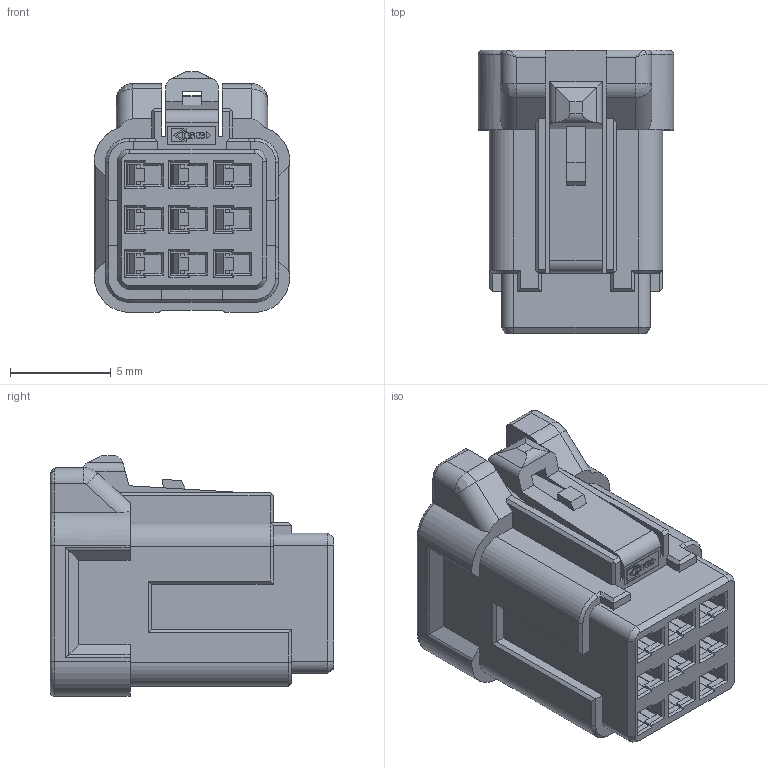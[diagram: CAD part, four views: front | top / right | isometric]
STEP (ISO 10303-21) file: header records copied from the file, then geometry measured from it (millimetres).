
FILE_DESCRIPTION((''),'2;1');
FILE_NAME('09PIN-M-WX','2025-03-19T10:39:51',('NK210218'),(''),'CREO PARAMETRIC BY PTC INC, 2020053','CREO PARAMETRIC BY PTC INC, 2020053','');
FILE_SCHEMA(('CONFIG_CONTROL_DESIGN','SHAPE_APPEARANCE_LAYERS_GROUPS'));
Length unit declared in the file: inch
Products named in the file (1): 09PIN-M-WX
Bounding box: 9.7 x 14.05 x 11.95 mm (x, y, z)
Volume: 769 mm3; surface area: 1518.8 mm2
Topology: 1 solids, 3 shells, 1458 faces, 3643 edges, 2236 vertices
Faces by surface type: plane 829, torus 220, cone 204, cylinder 190, extrusion 9, bspline 4, sphere 2
Entity records: 53150 total; most frequent: CARTESIAN_POINT 8451, ORIENTED_EDGE 7286, DIRECTION 7238, EDGE_CURVE 3643, VECTOR 2592, LINE 2583, AXIS2_PLACEMENT_3D 2323, VERTEX_POINT 2236
